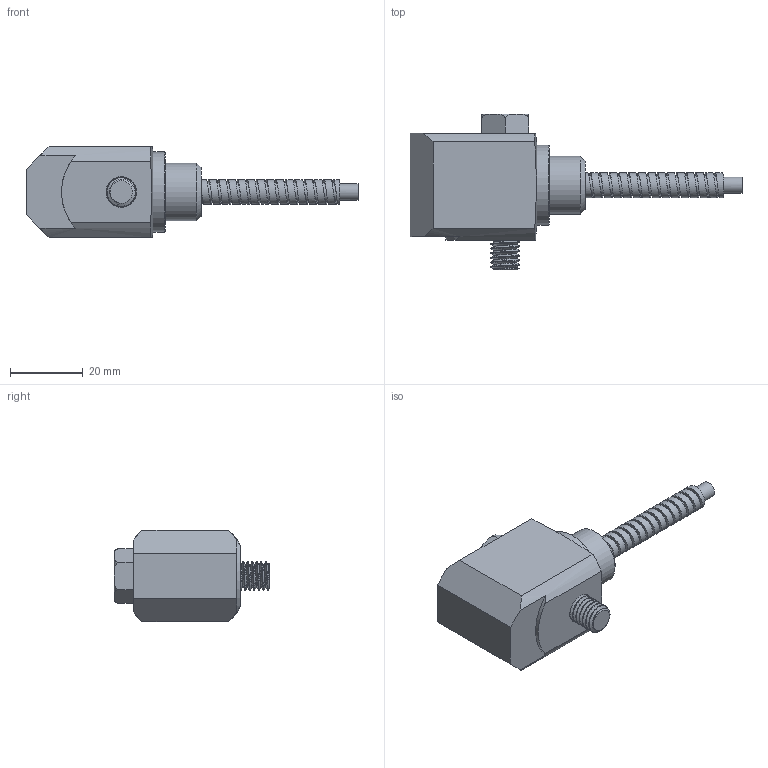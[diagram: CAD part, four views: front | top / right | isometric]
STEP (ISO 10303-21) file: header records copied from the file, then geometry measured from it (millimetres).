
FILE_DESCRIPTION(/* description */ (''),/* implementation_level */ '2;1');
FILE_NAME(/* name */ 'MASTER_M8_SIDE_EXIT_ARMORED_STANDARD.stp',/* time_stamp */ '2017-04-26T13:43:26-04:00',/* author */ ('aneininger'),/* organization */ (''),/* preprocessor_version */ 'ST-DEVELOPER v16.5',/* originating_system */ 'Autodesk Inventor 2017',/* authorisation */ '');
FILE_SCHEMA (('CONFIG_CONTROL_DESIGN','AUTOMOTIVE_DESIGN { 1 0 10303 214 3 1 1 }'));
Length unit declared in the file: inch
Products named in the file (3): MASTER_M8_SIDE_EXIT_ARMORED_STANDARD_STEP; MASTER_M8_SIDE_EXIT_ARMORED_STANDARD; ACP32088
Assembly tree (2 placements, depth 2):
  MASTER_M8_SIDE_EXIT_ARMORED_STANDARD_STEP
    MASTER_M8_SIDE_EXIT_ARMORED_STANDARD
    ACP32088
Bounding box: 91.36 x 42.89 x 25.15 mm (x, y, z)
Volume: 28167.7 mm3; surface area: 10818.6 mm2
Topology: 2 solids, 2 shells, 301 faces, 661 edges, 433 vertices
Faces by surface type: plane 144, cylinder 111, bspline 29, cone 10, torus 7
Full cylindrical faces by diameter (mm): 0.127 x19, 0.203 x38, 1.27 x1, 1.413 x2, 1.587 x2, 2.89 x1, 4.496 x13, 6.274 x1, 6.655 x1, 8.407 x1, 11.43 x1, 15.875 x1, 22.047 x1
Entity records: 16741 total; most frequent: CARTESIAN_POINT 10425, DIRECTION 1210, ORIENTED_EDGE 1062, EDGE_CURVE 531, AXIS2_PLACEMENT_3D 516, EDGE_LOOP 452, VERTEX_POINT 399, FACE_OUTER_BOUND 289
